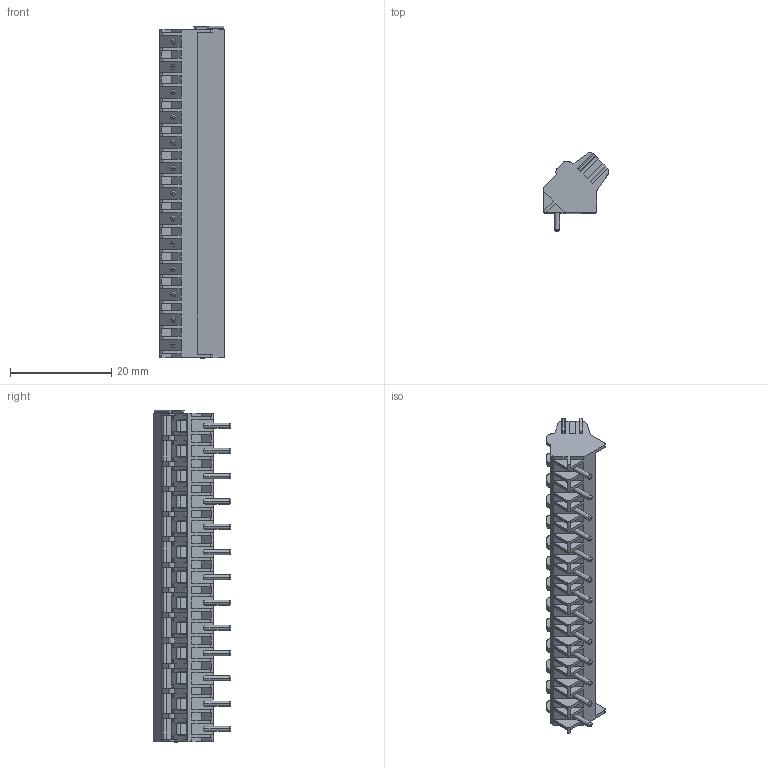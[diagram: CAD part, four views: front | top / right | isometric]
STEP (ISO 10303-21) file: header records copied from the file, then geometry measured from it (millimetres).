
FILE_DESCRIPTION((''),'2;1');
FILE_NAME('TL240','2024-11-13T',('yanfa'),(''),'PRO/ENGINEER BY PARAMETRIC TECHNOLOGY CORPORATION, 2009280','PRO/ENGINEER BY PARAMETRIC TECHNOLOGY CORPORATION, 2009280','');
FILE_SCHEMA(('AUTOMOTIVE_DESIGN_CC2 { 1 2 10303 214 -1 1 5 2 }'));
Length unit declared in the file: millimetre
Products named in the file (1): TL240
Bounding box: 12.8 x 15.4 x 65.68 mm (x, y, z)
Volume: 4939.8 mm3; surface area: 5604 mm2
Topology: 1 solids, 1 shells, 1212 faces, 3471 edges, 2288 vertices
Faces by surface type: plane 761, cylinder 321, torus 52, cone 52, bspline 26
Entity records: 40690 total; most frequent: CARTESIAN_POINT 8427, ORIENTED_EDGE 6942, DIRECTION 6615, EDGE_CURVE 3471, VECTOR 2387, LINE 2387, VERTEX_POINT 2288, AXIS2_PLACEMENT_3D 2114
